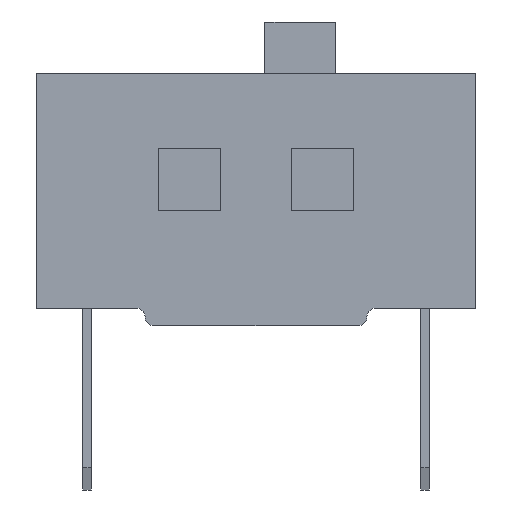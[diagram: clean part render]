
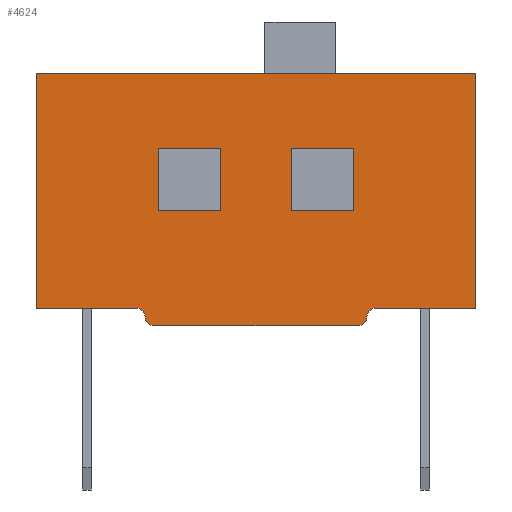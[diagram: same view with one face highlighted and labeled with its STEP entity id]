
A CAD part, left-side view. The second image highlights one B-rep face of the part: STEP entity #4624.
In plain terms, the highlighted planar face has unit normal (-1, 0, 0).
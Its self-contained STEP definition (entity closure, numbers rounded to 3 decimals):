
#134=CIRCLE('',#4831,0.2);
#135=CIRCLE('',#4832,0.2);
#136=CIRCLE('',#4833,0.2);
#137=CIRCLE('',#4834,0.2);
#152=ORIENTED_EDGE('',*,*,#1144,.T.);
#153=ORIENTED_EDGE('',*,*,#1145,.T.);
#154=ORIENTED_EDGE('',*,*,#1146,.T.);
#155=ORIENTED_EDGE('',*,*,#1147,.T.);
#156=ORIENTED_EDGE('',*,*,#1148,.T.);
#157=ORIENTED_EDGE('',*,*,#1149,.T.);
#158=ORIENTED_EDGE('',*,*,#1150,.T.);
#159=ORIENTED_EDGE('',*,*,#1151,.T.);
#160=ORIENTED_EDGE('',*,*,#1152,.F.);
#161=ORIENTED_EDGE('',*,*,#1153,.F.);
#162=ORIENTED_EDGE('',*,*,#1154,.T.);
#163=ORIENTED_EDGE('',*,*,#1155,.T.);
#164=ORIENTED_EDGE('',*,*,#1156,.T.);
#165=ORIENTED_EDGE('',*,*,#1157,.T.);
#166=ORIENTED_EDGE('',*,*,#1158,.T.);
#167=ORIENTED_EDGE('',*,*,#1159,.T.);
#168=ORIENTED_EDGE('',*,*,#1160,.T.);
#169=ORIENTED_EDGE('',*,*,#1161,.T.);
#1144=EDGE_CURVE('',#1640,#1641,#1972,.T.);
#1145=EDGE_CURVE('',#1641,#1642,#1973,.T.);
#1146=EDGE_CURVE('',#1642,#1643,#1974,.T.);
#1147=EDGE_CURVE('',#1643,#1640,#1975,.T.);
#1148=EDGE_CURVE('',#1644,#1645,#1976,.T.);
#1149=EDGE_CURVE('',#1645,#1646,#134,.F.);
#1150=EDGE_CURVE('',#1646,#1647,#135,.T.);
#1151=EDGE_CURVE('',#1647,#1648,#1977,.T.);
#1152=EDGE_CURVE('',#1649,#1648,#1978,.T.);
#1153=EDGE_CURVE('',#1650,#1649,#1979,.T.);
#1154=EDGE_CURVE('',#1650,#1651,#1980,.T.);
#1155=EDGE_CURVE('',#1651,#1652,#1981,.T.);
#1156=EDGE_CURVE('',#1652,#1653,#136,.T.);
#1157=EDGE_CURVE('',#1653,#1644,#137,.F.);
#1158=EDGE_CURVE('',#1654,#1655,#1982,.T.);
#1159=EDGE_CURVE('',#1655,#1656,#1983,.T.);
#1160=EDGE_CURVE('',#1656,#1657,#1984,.T.);
#1161=EDGE_CURVE('',#1657,#1654,#1985,.T.);
#1640=VERTEX_POINT('',#5855);
#1641=VERTEX_POINT('',#5856);
#1642=VERTEX_POINT('',#5858);
#1643=VERTEX_POINT('',#5860);
#1644=VERTEX_POINT('',#5863);
#1645=VERTEX_POINT('',#5864);
#1646=VERTEX_POINT('',#5866);
#1647=VERTEX_POINT('',#5868);
#1648=VERTEX_POINT('',#5870);
#1649=VERTEX_POINT('',#5872);
#1650=VERTEX_POINT('',#5874);
#1651=VERTEX_POINT('',#5876);
#1652=VERTEX_POINT('',#5878);
#1653=VERTEX_POINT('',#5880);
#1654=VERTEX_POINT('',#5883);
#1655=VERTEX_POINT('',#5884);
#1656=VERTEX_POINT('',#5886);
#1657=VERTEX_POINT('',#5888);
#1972=LINE('',#5854,#2380);
#1973=LINE('',#5857,#2381);
#1974=LINE('',#5859,#2382);
#1975=LINE('',#5861,#2383);
#1976=LINE('',#5862,#2384);
#1977=LINE('',#5869,#2385);
#1978=LINE('',#5871,#2386);
#1979=LINE('',#5873,#2387);
#1980=LINE('',#5875,#2388);
#1981=LINE('',#5877,#2389);
#1982=LINE('',#5882,#2390);
#1983=LINE('',#5885,#2391);
#1984=LINE('',#5887,#2392);
#1985=LINE('',#5889,#2393);
#2380=VECTOR('',#5038,1000.);
#2381=VECTOR('',#5039,1000.);
#2382=VECTOR('',#5040,1000.);
#2383=VECTOR('',#5041,1000.);
#2384=VECTOR('',#5042,1000.);
#2385=VECTOR('',#5047,1000.);
#2386=VECTOR('',#5048,1000.);
#2387=VECTOR('',#5049,1000.);
#2388=VECTOR('',#5050,1000.);
#2389=VECTOR('',#5051,1000.);
#2390=VECTOR('',#5056,1000.);
#2391=VECTOR('',#5057,1000.);
#2392=VECTOR('',#5058,1000.);
#2393=VECTOR('',#5059,1000.);
#2788=EDGE_LOOP('',(#152,#153,#154,#155));
#2789=EDGE_LOOP('',(#156,#157,#158,#159,#160,#161,#162,#163,#164,#165));
#2790=EDGE_LOOP('',(#166,#167,#168,#169));
#3006=FACE_BOUND('',#2788,.T.);
#3007=FACE_BOUND('',#2789,.T.);
#3008=FACE_BOUND('',#2790,.T.);
#3224=PLANE('',#4830);
#4624=ADVANCED_FACE('',(#3006,#3007,#3008),#3224,.F.);
#4830=AXIS2_PLACEMENT_3D('',#5853,#5036,#5037);
#4831=AXIS2_PLACEMENT_3D('',#5865,#5043,#5044);
#4832=AXIS2_PLACEMENT_3D('',#5867,#5045,#5046);
#4833=AXIS2_PLACEMENT_3D('',#5879,#5052,#5053);
#4834=AXIS2_PLACEMENT_3D('',#5881,#5054,#5055);
#5036=DIRECTION('',(1.,0.,0.));
#5037=DIRECTION('',(0.,0.,-1.));
#5038=DIRECTION('',(0.,1.,0.));
#5039=DIRECTION('',(0.,0.,1.));
#5040=DIRECTION('',(0.,-1.,0.));
#5041=DIRECTION('',(0.,0.,-1.));
#5042=DIRECTION('',(0.,-1.,0.));
#5043=DIRECTION('',(1.,0.,0.));
#5044=DIRECTION('',(0.,0.,-1.));
#5045=DIRECTION('',(1.,0.,0.));
#5046=DIRECTION('',(0.,0.,-1.));
#5047=DIRECTION('',(0.,-1.,0.));
#5048=DIRECTION('',(0.,0.,-1.));
#5049=DIRECTION('',(0.,-1.,0.));
#5050=DIRECTION('',(0.,0.,-1.));
#5051=DIRECTION('',(0.,-1.,0.));
#5052=DIRECTION('',(1.,0.,0.));
#5053=DIRECTION('',(0.,0.,-1.));
#5054=DIRECTION('',(1.,0.,0.));
#5055=DIRECTION('',(0.,0.,-1.));
#5056=DIRECTION('',(0.,1.,0.));
#5057=DIRECTION('',(0.,0.,1.));
#5058=DIRECTION('',(0.,-1.,0.));
#5059=DIRECTION('',(0.,0.,-1.));
#5853=CARTESIAN_POINT('',(-4.46,4.95,5.3));
#5854=CARTESIAN_POINT('',(-4.46,0.8,2.2));
#5855=CARTESIAN_POINT('',(-4.46,0.8,2.2));
#5856=CARTESIAN_POINT('',(-4.46,2.2,2.2));
#5857=CARTESIAN_POINT('',(-4.46,2.2,2.2));
#5858=CARTESIAN_POINT('',(-4.46,2.2,3.6));
#5859=CARTESIAN_POINT('',(-4.46,2.2,3.6));
#5860=CARTESIAN_POINT('',(-4.46,0.8,3.6));
#5861=CARTESIAN_POINT('',(-4.46,0.8,3.6));
#5862=CARTESIAN_POINT('',(-4.46,2.5,-0.4));
#5863=CARTESIAN_POINT('',(-4.46,2.3,-0.4));
#5864=CARTESIAN_POINT('',(-4.46,-2.3,-0.4));
#5865=CARTESIAN_POINT('',(-4.46,-2.3,-0.2));
#5866=CARTESIAN_POINT('',(-4.46,-2.5,-0.2));
#5867=CARTESIAN_POINT('',(-4.46,-2.7,-0.2));
#5868=CARTESIAN_POINT('',(-4.46,-2.7,0.));
#5869=CARTESIAN_POINT('',(-4.46,4.95,0.));
#5870=CARTESIAN_POINT('',(-4.46,-4.95,0.));
#5871=CARTESIAN_POINT('',(-4.46,-4.95,5.3));
#5872=CARTESIAN_POINT('',(-4.46,-4.95,5.3));
#5873=CARTESIAN_POINT('',(-4.46,4.95,5.3));
#5874=CARTESIAN_POINT('',(-4.46,4.95,5.3));
#5875=CARTESIAN_POINT('',(-4.46,4.95,5.3));
#5876=CARTESIAN_POINT('',(-4.46,4.95,0.));
#5877=CARTESIAN_POINT('',(-4.46,4.95,0.));
#5878=CARTESIAN_POINT('',(-4.46,2.7,0.));
#5879=CARTESIAN_POINT('',(-4.46,2.7,-0.2));
#5880=CARTESIAN_POINT('',(-4.46,2.5,-0.2));
#5881=CARTESIAN_POINT('',(-4.46,2.3,-0.2));
#5882=CARTESIAN_POINT('',(-4.46,-2.2,2.2));
#5883=CARTESIAN_POINT('',(-4.46,-2.2,2.2));
#5884=CARTESIAN_POINT('',(-4.46,-0.8,2.2));
#5885=CARTESIAN_POINT('',(-4.46,-0.8,2.2));
#5886=CARTESIAN_POINT('',(-4.46,-0.8,3.6));
#5887=CARTESIAN_POINT('',(-4.46,-0.8,3.6));
#5888=CARTESIAN_POINT('',(-4.46,-2.2,3.6));
#5889=CARTESIAN_POINT('',(-4.46,-2.2,3.6));
